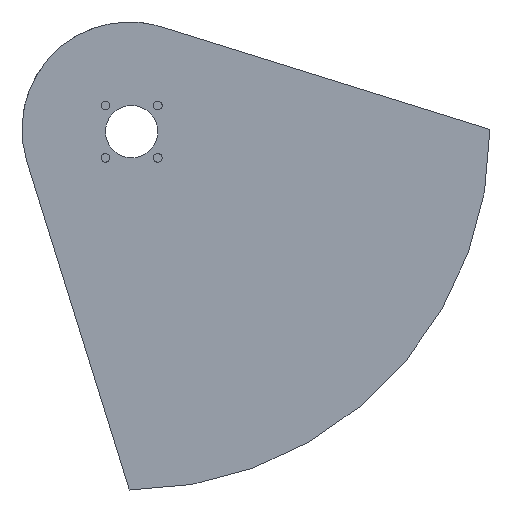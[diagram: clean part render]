
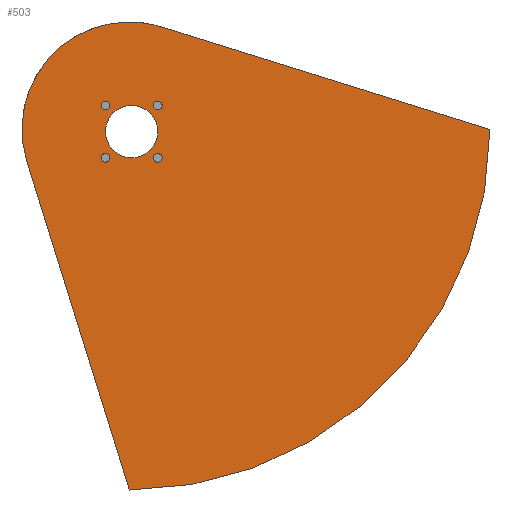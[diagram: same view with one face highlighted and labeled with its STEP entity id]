
A CAD part, left-side view. The second image highlights one B-rep face of the part: STEP entity #503.
In plain terms, the highlighted planar face has unit normal (-1, 0, 0).
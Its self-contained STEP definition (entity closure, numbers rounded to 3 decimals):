
#3 = CIRCLE ( 'NONE', #392, 207. ) ;
#4 = AXIS2_PLACEMENT_3D ( 'NONE', #440, #361, #150 ) ;
#21 = ORIENTED_EDGE ( 'NONE', *, *, #236, .F. ) ;
#22 = LINE ( 'NONE', #700, #338 ) ;
#29 = DIRECTION ( 'NONE',  ( 0., 0., 1. ) ) ;
#40 = VECTOR ( 'NONE', #488, 1000. ) ;
#45 = DIRECTION ( 'NONE',  ( 0., 0., 1. ) ) ;
#46 = CARTESIAN_POINT ( 'NONE',  ( -72., 0., 0. ) ) ;
#54 = AXIS2_PLACEMENT_3D ( 'NONE', #574, #729, #410 ) ;
#57 = DIRECTION ( 'NONE',  ( -1., 0., 0. ) ) ;
#58 = EDGE_CURVE ( 'NONE', #717, #915, #3, .T. ) ;
#84 = ORIENTED_EDGE ( 'NONE', *, *, #618, .F. ) ;
#94 = VERTEX_POINT ( 'NONE', #719 ) ;
#103 = CARTESIAN_POINT ( 'NONE',  ( -72., -16.325, -16.325 ) ) ;
#105 = EDGE_LOOP ( 'NONE', ( #84, #536 ) ) ;
#108 = ORIENTED_EDGE ( 'NONE', *, *, #709, .F. ) ;
#110 = CARTESIAN_POINT ( 'NONE',  ( -72., 0., 0. ) ) ;
#112 = EDGE_LOOP ( 'NONE', ( #343, #530 ) ) ;
#127 = DIRECTION ( 'NONE',  ( -1., 0., 0. ) ) ;
#128 = DIRECTION ( 'NONE',  ( 0., 0., 1. ) ) ;
#138 = AXIS2_PLACEMENT_3D ( 'NONE', #185, #552, #29 ) ;
#150 = DIRECTION ( 'NONE',  ( 0., 0., 1. ) ) ;
#156 = DIRECTION ( 'NONE',  ( -1., 0., 0. ) ) ;
#158 = DIRECTION ( 'NONE',  ( -1., 0., 0. ) ) ;
#164 = CARTESIAN_POINT ( 'NONE',  ( -72., 13.675, -18.825 ) ) ;
#167 = EDGE_CURVE ( 'NONE', #311, #447, #430, .T. ) ;
#168 = CARTESIAN_POINT ( 'NONE',  ( -72., 13.675, 13.675 ) ) ;
#175 = DIRECTION ( 'NONE',  ( 0., 0.955, 0.298 ) ) ;
#177 = ORIENTED_EDGE ( 'NONE', *, *, #545, .T. ) ;
#185 = CARTESIAN_POINT ( 'NONE',  ( -72., 0., 0. ) ) ;
#187 = CIRCLE ( 'NONE', #567, 2.5 ) ;
#190 = CARTESIAN_POINT ( 'NONE',  ( -72., -16.325, -18.825 ) ) ;
#197 = CARTESIAN_POINT ( 'NONE',  ( -72., -16.325, -16.325 ) ) ;
#198 = DIRECTION ( 'NONE',  ( 0., 0., 1. ) ) ;
#205 = AXIS2_PLACEMENT_3D ( 'NONE', #46, #127, #198 ) ;
#206 = ORIENTED_EDGE ( 'NONE', *, *, #592, .F. ) ;
#210 = CARTESIAN_POINT ( 'NONE',  ( -72., 13.675, 16.175 ) ) ;
#213 = DIRECTION ( 'NONE',  ( -1., 0., 0. ) ) ;
#220 = FACE_BOUND ( 'NONE', #112, .T. ) ;
#232 = DIRECTION ( 'NONE',  ( -1., 0., 0. ) ) ;
#236 = EDGE_CURVE ( 'NONE', #305, #325, #926, .T. ) ;
#237 = CIRCLE ( 'NONE', #54, 2.5 ) ;
#240 = ORIENTED_EDGE ( 'NONE', *, *, #58, .F. ) ;
#259 = DIRECTION ( 'NONE',  ( -1., 0., 0. ) ) ;
#266 = DIRECTION ( 'NONE',  ( 1., 0., 0. ) ) ;
#268 = CARTESIAN_POINT ( 'NONE',  ( -72., 0., 0. ) ) ;
#274 = DIRECTION ( 'NONE',  ( -1., 0., 0. ) ) ;
#287 = VERTEX_POINT ( 'NONE', #301 ) ;
#301 = CARTESIAN_POINT ( 'NONE',  ( -72., 13.675, -13.825 ) ) ;
#305 = VERTEX_POINT ( 'NONE', #597 ) ;
#311 = VERTEX_POINT ( 'NONE', #891 ) ;
#316 = DIRECTION ( 'NONE',  ( 0., 0., 1. ) ) ;
#325 = VERTEX_POINT ( 'NONE', #834 ) ;
#338 = VECTOR ( 'NONE', #175, 1000. ) ;
#343 = ORIENTED_EDGE ( 'NONE', *, *, #696, .F. ) ;
#356 = EDGE_CURVE ( 'NONE', #406, #895, #755, .T. ) ;
#361 = DIRECTION ( 'NONE',  ( -1., 0., 0. ) ) ;
#368 = CARTESIAN_POINT ( 'NONE',  ( -72., -207., 0. ) ) ;
#392 = AXIS2_PLACEMENT_3D ( 'NONE', #268, #266, #799 ) ;
#396 = PLANE ( 'NONE',  #138 ) ;
#397 = VERTEX_POINT ( 'NONE', #164 ) ;
#400 = CARTESIAN_POINT ( 'NONE',  ( -72., 58.815, -18.335 ) ) ;
#406 = VERTEX_POINT ( 'NONE', #456 ) ;
#410 = DIRECTION ( 'NONE',  ( 0., 0., 1. ) ) ;
#415 = EDGE_CURVE ( 'NONE', #656, #422, #641, .T. ) ;
#422 = VERTEX_POINT ( 'NONE', #479 ) ;
#429 = VERTEX_POINT ( 'NONE', #704 ) ;
#430 = CIRCLE ( 'NONE', #205, 61.607 ) ;
#439 = EDGE_CURVE ( 'NONE', #447, #429, #772, .T. ) ;
#440 = CARTESIAN_POINT ( 'NONE',  ( -72., -1.325, -1.325 ) ) ;
#447 = VERTEX_POINT ( 'NONE', #853 ) ;
#453 = CARTESIAN_POINT ( 'NONE',  ( -72., 0., -207. ) ) ;
#456 = CARTESIAN_POINT ( 'NONE',  ( -72., -16.325, 11.175 ) ) ;
#462 = CIRCLE ( 'NONE', #725, 2.5 ) ;
#474 = FACE_OUTER_BOUND ( 'NONE', #826, .T. ) ;
#475 = AXIS2_PLACEMENT_3D ( 'NONE', #535, #232, #749 ) ;
#476 = DIRECTION ( 'NONE',  ( 0., 0., 1. ) ) ;
#479 = CARTESIAN_POINT ( 'NONE',  ( -72., -16.325, -13.825 ) ) ;
#488 = DIRECTION ( 'NONE',  ( 0., -0.298, -0.955 ) ) ;
#493 = ORIENTED_EDGE ( 'NONE', *, *, #635, .F. ) ;
#499 = ORIENTED_EDGE ( 'NONE', *, *, #167, .T. ) ;
#501 = DIRECTION ( 'NONE',  ( -1., 0., 0. ) ) ;
#503 = ADVANCED_FACE ( 'NONE', ( #220, #840, #670, #537, #847, #474 ), #396, .T. ) ;
#522 = ORIENTED_EDGE ( 'NONE', *, *, #872, .F. ) ;
#530 = ORIENTED_EDGE ( 'NONE', *, *, #356, .F. ) ;
#533 = CIRCLE ( 'NONE', #831, 2.5 ) ;
#535 = CARTESIAN_POINT ( 'NONE',  ( -72., -16.325, 13.675 ) ) ;
#536 = ORIENTED_EDGE ( 'NONE', *, *, #415, .F. ) ;
#537 = FACE_BOUND ( 'NONE', #105, .T. ) ;
#545 = EDGE_CURVE ( 'NONE', #429, #915, #629, .T. ) ;
#547 = ORIENTED_EDGE ( 'NONE', *, *, #560, .T. ) ;
#552 = DIRECTION ( 'NONE',  ( -1., 0., 0. ) ) ;
#560 = EDGE_CURVE ( 'NONE', #717, #311, #22, .T. ) ;
#562 = AXIS2_PLACEMENT_3D ( 'NONE', #110, #626, #476 ) ;
#567 = AXIS2_PLACEMENT_3D ( 'NONE', #197, #274, #45 ) ;
#574 = CARTESIAN_POINT ( 'NONE',  ( -72., 13.675, 13.675 ) ) ;
#586 = AXIS2_PLACEMENT_3D ( 'NONE', #763, #156, #316 ) ;
#589 = CARTESIAN_POINT ( 'NONE',  ( -72., -16.325, 13.675 ) ) ;
#591 = DIRECTION ( 'NONE',  ( 0., 0., 1. ) ) ;
#592 = EDGE_CURVE ( 'NONE', #94, #743, #237, .T. ) ;
#594 = DIRECTION ( 'NONE',  ( 0., 0., 1. ) ) ;
#597 = CARTESIAN_POINT ( 'NONE',  ( -72., -1.325, -16.325 ) ) ;
#609 = CIRCLE ( 'NONE', #855, 2.5 ) ;
#618 = EDGE_CURVE ( 'NONE', #422, #656, #187, .T. ) ;
#626 = DIRECTION ( 'NONE',  ( -1., 0., 0. ) ) ;
#627 = CIRCLE ( 'NONE', #586, 15. ) ;
#629 = LINE ( 'NONE', #400, #40 ) ;
#635 = EDGE_CURVE ( 'NONE', #287, #397, #934, .T. ) ;
#641 = CIRCLE ( 'NONE', #671, 2.5 ) ;
#653 = ORIENTED_EDGE ( 'NONE', *, *, #829, .F. ) ;
#656 = VERTEX_POINT ( 'NONE', #190 ) ;
#665 = DIRECTION ( 'NONE',  ( 0., 0., 1. ) ) ;
#669 = EDGE_LOOP ( 'NONE', ( #653, #21 ) ) ;
#670 = FACE_BOUND ( 'NONE', #687, .T. ) ;
#671 = AXIS2_PLACEMENT_3D ( 'NONE', #103, #259, #788 ) ;
#675 = CARTESIAN_POINT ( 'NONE',  ( -72., -16.325, 16.175 ) ) ;
#685 = EDGE_LOOP ( 'NONE', ( #522, #206 ) ) ;
#687 = EDGE_LOOP ( 'NONE', ( #493, #108 ) ) ;
#696 = EDGE_CURVE ( 'NONE', #895, #406, #462, .T. ) ;
#700 = CARTESIAN_POINT ( 'NONE',  ( -72., -18.335, 58.815 ) ) ;
#704 = CARTESIAN_POINT ( 'NONE',  ( -72., 58.815, -18.335 ) ) ;
#709 = EDGE_CURVE ( 'NONE', #397, #287, #533, .T. ) ;
#717 = VERTEX_POINT ( 'NONE', #368 ) ;
#719 = CARTESIAN_POINT ( 'NONE',  ( -72., 13.675, 11.175 ) ) ;
#725 = AXIS2_PLACEMENT_3D ( 'NONE', #589, #213, #591 ) ;
#729 = DIRECTION ( 'NONE',  ( -1., 0., 0. ) ) ;
#743 = VERTEX_POINT ( 'NONE', #210 ) ;
#749 = DIRECTION ( 'NONE',  ( 0., 0., 1. ) ) ;
#755 = CIRCLE ( 'NONE', #475, 2.5 ) ;
#763 = CARTESIAN_POINT ( 'NONE',  ( -72., -1.325, -1.325 ) ) ;
#772 = CIRCLE ( 'NONE', #562, 61.607 ) ;
#775 = AXIS2_PLACEMENT_3D ( 'NONE', #946, #501, #128 ) ;
#788 = DIRECTION ( 'NONE',  ( 0., 0., 1. ) ) ;
#799 = DIRECTION ( 'NONE',  ( 0., 0., -1. ) ) ;
#819 = ORIENTED_EDGE ( 'NONE', *, *, #439, .T. ) ;
#826 = EDGE_LOOP ( 'NONE', ( #240, #547, #499, #819, #177 ) ) ;
#829 = EDGE_CURVE ( 'NONE', #325, #305, #627, .T. ) ;
#831 = AXIS2_PLACEMENT_3D ( 'NONE', #952, #57, #665 ) ;
#834 = CARTESIAN_POINT ( 'NONE',  ( -72., -1.325, 13.675 ) ) ;
#840 = FACE_BOUND ( 'NONE', #685, .T. ) ;
#847 = FACE_BOUND ( 'NONE', #669, .T. ) ;
#853 = CARTESIAN_POINT ( 'NONE',  ( -72., 0., 61.607 ) ) ;
#855 = AXIS2_PLACEMENT_3D ( 'NONE', #168, #158, #594 ) ;
#872 = EDGE_CURVE ( 'NONE', #743, #94, #609, .T. ) ;
#891 = CARTESIAN_POINT ( 'NONE',  ( -72., -18.335, 58.815 ) ) ;
#895 = VERTEX_POINT ( 'NONE', #675 ) ;
#915 = VERTEX_POINT ( 'NONE', #453 ) ;
#926 = CIRCLE ( 'NONE', #4, 15. ) ;
#934 = CIRCLE ( 'NONE', #775, 2.5 ) ;
#946 = CARTESIAN_POINT ( 'NONE',  ( -72., 13.675, -16.325 ) ) ;
#952 = CARTESIAN_POINT ( 'NONE',  ( -72., 13.675, -16.325 ) ) ;
